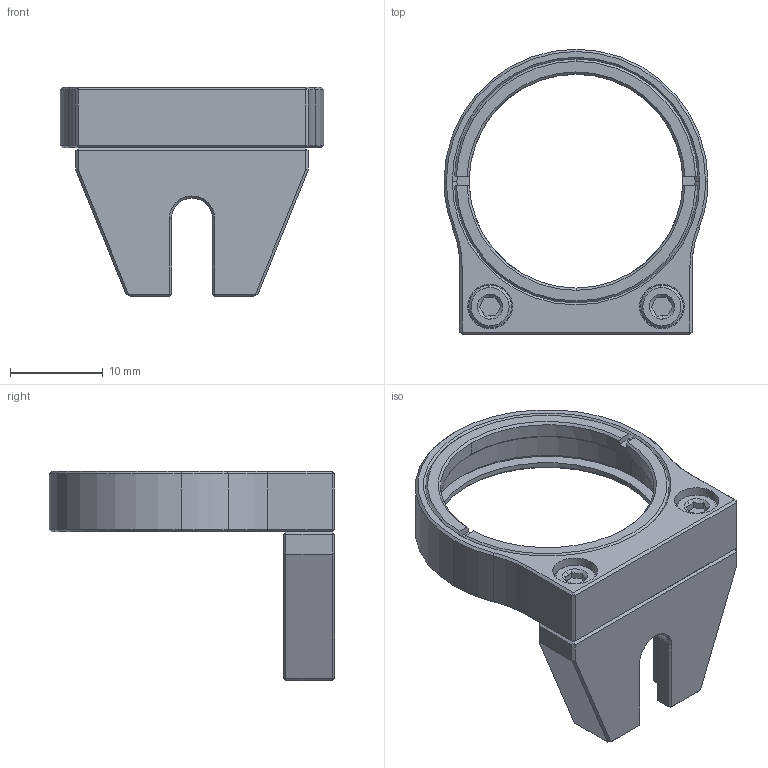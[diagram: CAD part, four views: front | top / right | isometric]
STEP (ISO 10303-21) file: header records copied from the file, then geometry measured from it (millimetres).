
FILE_DESCRIPTION (( 'STEP AP214' ), '1' );
FILE_NAME ('2.2.7.10_L30F-Z1S3.4_1英寸光学元件安装座，带SM1螺纹孔，安装厚度3.4.STEP', '2021-07-17T02:37:52', ( 'Microsoft' ), ( 'Microsoft' ), 'SwSTEP 2.0', 'SolidWorks 2018', '' );
FILE_SCHEMA (( 'AUTOMOTIVE_DESIGN' ));
Length unit declared in the file: millimetre
Products named in the file (1): 2.2.7.10_L30F-Z1S3.4_1英寸光学元件安装座，带SM1螺纹孔，安装厚度3.4
Bounding box: 28.4 x 30.7 x 22.5 mm (x, y, z)
Surface area: 3130.8 mm2 (no closed solid volume)
Topology: 0 solids, 5 shells, 155 faces, 365 edges, 220 vertices
Faces by surface type: plane 97, cone 36, cylinder 22
Entity records: 6162 total; most frequent: CARTESIAN_POINT 899, DIRECTION 745, ORIENTED_EDGE 699, EDGE_CURVE 365, AXIS2_PLACEMENT_3D 256, VECTOR 233, LINE 233, VERTEX_POINT 220
